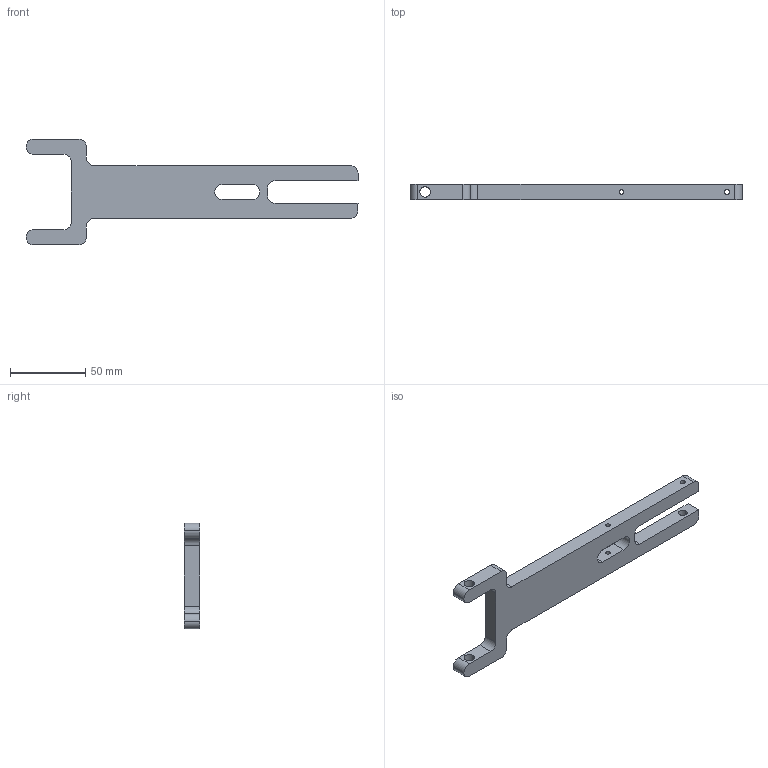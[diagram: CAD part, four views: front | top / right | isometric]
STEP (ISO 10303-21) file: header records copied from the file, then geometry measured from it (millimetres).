
FILE_DESCRIPTION (( 'STEP AP203' ), '1' );
FILE_NAME ('EXXON_USI_02_Aa.STEP', '2020-09-18T15:44:28', ( '' ), ( '' ), 'SwSTEP 2.0', 'SolidWorks 2020', '' );
FILE_SCHEMA (( 'CONFIG_CONTROL_DESIGN' ));
Length unit declared in the file: millimetre
Products named in the file (1): EXXON_USI_02_Aa
Bounding box: 220 x 10 x 70 mm (x, y, z)
Volume: 62792.6 mm3; surface area: 21546.9 mm2
Topology: 1 solids, 1 shells, 46 faces, 132 edges, 88 vertices
Faces by surface type: cylinder 28, plane 18
Entity records: 1637 total; most frequent: DIRECTION 282, CARTESIAN_POINT 267, ORIENTED_EDGE 264, EDGE_CURVE 132, AXIS2_PLACEMENT_3D 103, VERTEX_POINT 88, VECTOR 76, LINE 76
